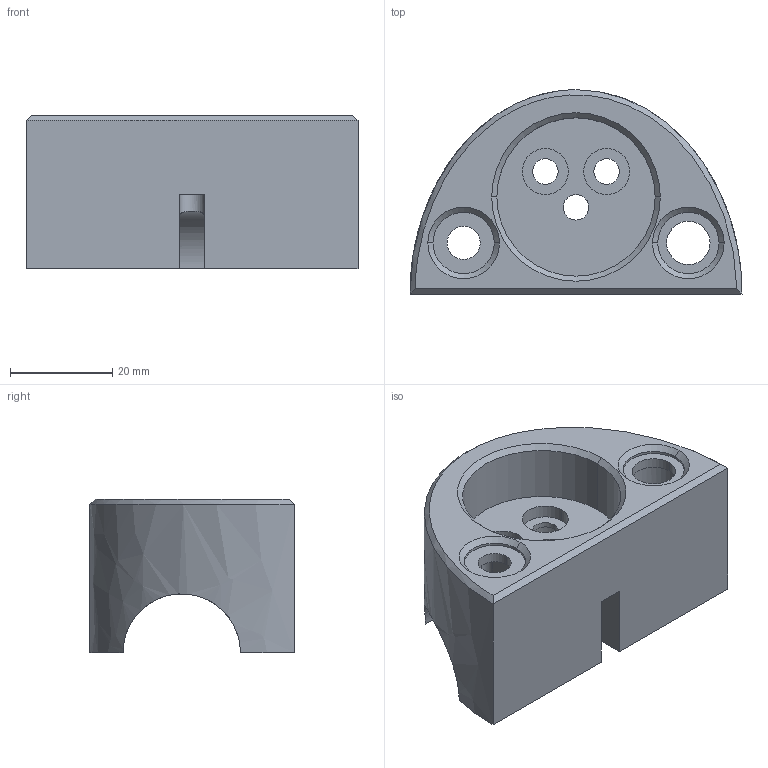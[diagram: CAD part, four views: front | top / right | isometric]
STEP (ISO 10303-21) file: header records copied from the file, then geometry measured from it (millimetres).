
FILE_DESCRIPTION (( 'STEP AP214' ), '1' );
FILE_NAME ('Motogadget sans vis avant v2.STEP', '2019-02-16T11:26:59', ( '' ), ( '' ), 'SwSTEP 2.0', 'SolidWorks 2016', '' );
FILE_SCHEMA (( 'AUTOMOTIVE_DESIGN' ));
Length unit declared in the file: millimetre
Products named in the file (1): Motogadget sans vis avant v2
Bounding box: 65 x 40 x 30 mm (x, y, z)
Volume: 31347.8 mm3; surface area: 13401 mm2
Topology: 1 solids, 1 shells, 77 faces, 188 edges, 122 vertices
Faces by surface type: cylinder 39, plane 29, cone 6, bspline 3
Entity records: 3206 total; most frequent: CARTESIAN_POINT 1315, DIRECTION 398, ORIENTED_EDGE 376, EDGE_CURVE 188, AXIS2_PLACEMENT_3D 155, VERTEX_POINT 122, EDGE_LOOP 96, LINE 88
